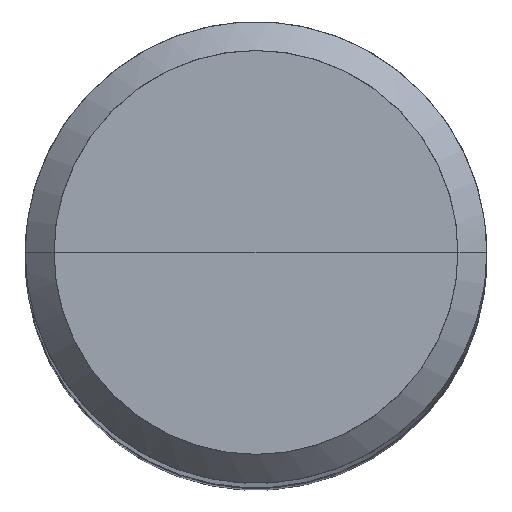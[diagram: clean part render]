
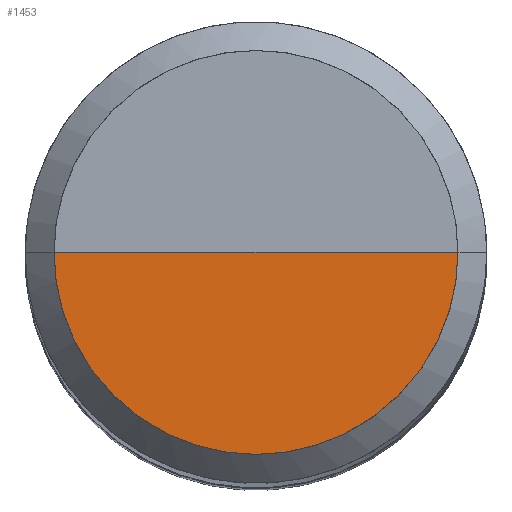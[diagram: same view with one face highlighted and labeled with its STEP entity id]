
A CAD part, top view. The second image highlights one B-rep face of the part: STEP entity #1453.
In plain terms, the highlighted free-form (B-spline) face has degree [1, 2] with [2, 5] control points.
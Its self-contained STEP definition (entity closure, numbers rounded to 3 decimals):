
#971=CARTESIAN_POINT('',(3.5,0.0,40.0));
#975=CARTESIAN_POINT('',(-3.5,0.0,40.0));
#976=CARTESIAN_POINT('',(0.0,0.0,40.0));
#992=CARTESIAN_POINT('',(-3.5,-3.5,40.0));
#993=CARTESIAN_POINT('',(0.0,-3.5,40.0));
#994=CARTESIAN_POINT('',(3.5,-3.5,40.0));
#1438=(
BOUNDED_SURFACE()
B_SPLINE_SURFACE(1,2,(
(#975,#992,#993,#994,#971),
(#976,#976,#976,#976,#976)
), .UNSPECIFIED.,.F.,.F.,.F.)
B_SPLINE_SURFACE_WITH_KNOTS((2,2),(3,2,3),(
0.0,1.0),(
0.0,0.5,1.0), .UNSPECIFIED.)
GEOMETRIC_REPRESENTATION_ITEM()
RATIONAL_B_SPLINE_SURFACE(((1.0,0.707,1.0,0.707,1.0),
(1.0,0.707,1.0,0.707,1.0)
))
REPRESENTATION_ITEM('')
SURFACE()
);
#1439=(
BOUNDED_CURVE()
B_SPLINE_CURVE(2,(#971,#994,#993,#992,#975),.UNSPECIFIED.,.F.,.F.)
B_SPLINE_CURVE_WITH_KNOTS((3,2,3),
(0.0,0.5,1.0),.UNSPECIFIED.)
CURVE()
GEOMETRIC_REPRESENTATION_ITEM()
RATIONAL_B_SPLINE_CURVE((1.0,0.707,1.0,0.707,1.0))
REPRESENTATION_ITEM('')
);
#1440=(
BOUNDED_CURVE()
B_SPLINE_CURVE(1,(#975,#976),.UNSPECIFIED.,.F.,.F.)
B_SPLINE_CURVE_WITH_KNOTS((2,2),
(0.0,1.0),.UNSPECIFIED.)
CURVE()
GEOMETRIC_REPRESENTATION_ITEM()
RATIONAL_B_SPLINE_CURVE((1.0,1.0))
REPRESENTATION_ITEM('')
);
#1441=(
BOUNDED_CURVE()
B_SPLINE_CURVE(1,(#976,#971),.UNSPECIFIED.,.F.,.F.)
B_SPLINE_CURVE_WITH_KNOTS((2,2),
(0.0,1.0),.UNSPECIFIED.)
CURVE()
GEOMETRIC_REPRESENTATION_ITEM()
RATIONAL_B_SPLINE_CURVE((1.0,1.0))
REPRESENTATION_ITEM('')
);
#1442=VERTEX_POINT('',#971);
#1443=VERTEX_POINT('',#975);
#1444=VERTEX_POINT('',#976);
#1445=EDGE_CURVE('',#1442,#1443,#1439,.T.);
#1446=EDGE_CURVE('',#1443,#1444,#1440,.T.);
#1447=EDGE_CURVE('',#1444,#1442,#1441,.T.);
#1448=ORIENTED_EDGE('',*,*,#1445,.T.);
#1449=ORIENTED_EDGE('',*,*,#1446,.T.);
#1450=ORIENTED_EDGE('',*,*,#1447,.T.);
#1451=EDGE_LOOP('',(#1448,#1449,#1450));
#1452=FACE_OUTER_BOUND('',#1451,.T.);
#1453=ADVANCED_FACE('',(#1452),#1438,.T.);
